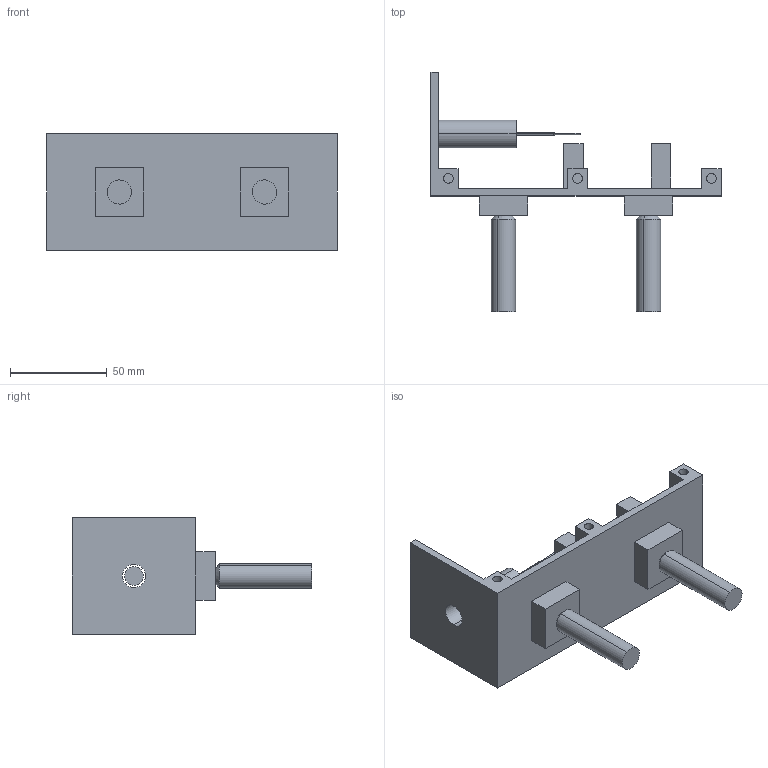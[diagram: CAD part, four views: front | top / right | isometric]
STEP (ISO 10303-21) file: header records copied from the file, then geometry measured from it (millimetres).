
FILE_DESCRIPTION (( 'STEP AP214' ), '1' );
FILE_NAME ('Photoelectric box base.STEP', '2020-06-18T16:46:48', ( 'NPT Thai Tech' ), ( '' ), 'SwSTEP 2.0', 'SolidWorks 2017', '' );
FILE_SCHEMA (( 'AUTOMOTIVE_DESIGN' ));
Length unit declared in the file: millimetre
Products named in the file (4): Photoelectric tube; Box-base-01; Stand Rod D12L50; Photoelectric box base
Assembly tree (4 placements, depth 2):
  Photoelectric box base
    Box-base-01
    Photoelectric tube
    Stand Rod D12L50  x2
Bounding box: 150 x 124 x 60 mm (x, y, z)
Volume: 99933.3 mm3; surface area: 45244.6 mm2
Topology: 4 solids, 4 shells, 111 faces, 248 edges, 164 vertices
Faces by surface type: plane 69, cylinder 30, bspline 8, cone 4
Entity records: 3284 total; most frequent: CARTESIAN_POINT 607, DIRECTION 496, ORIENTED_EDGE 464, EDGE_CURVE 232, AXIS2_PLACEMENT_3D 171, VECTOR 154, VERTEX_POINT 154, LINE 154
